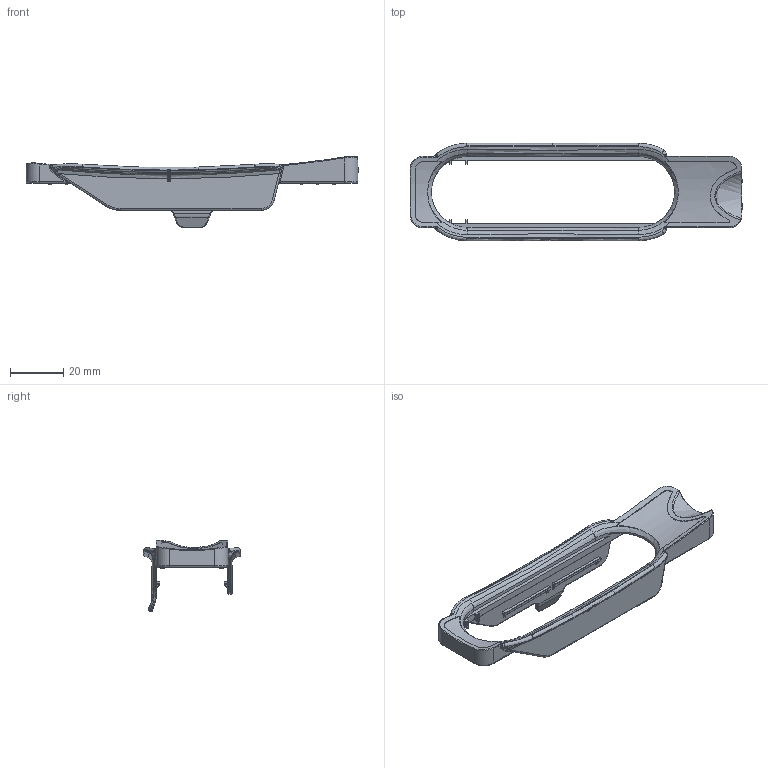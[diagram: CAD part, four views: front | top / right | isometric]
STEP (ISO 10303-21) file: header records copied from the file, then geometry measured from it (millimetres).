
FILE_DESCRIPTION (( 'STEP AP214' ), '1' );
FILE_NAME ('ZED-M_Support-VivePro-V03.STEP', '2019-05-24T08:43:49', ( '' ), ( '' ), 'SwSTEP 2.0', 'SolidWorks 2018', '' );
FILE_SCHEMA (( 'AUTOMOTIVE_DESIGN' ));
Length unit declared in the file: millimetre
Products named in the file (1): ZED-M_Support-VivePro-V03
Bounding box: 125.2 x 36.7 x 26.88 mm (x, y, z)
Volume: 9164.2 mm3; surface area: 10872.4 mm2
Topology: 1 solids, 1 shells, 1090 faces, 2705 edges, 1535 vertices
Faces by surface type: cylinder 390, bspline 315, plane 173, torus 164, sphere 48
Entity records: 40281 total; most frequent: CARTESIAN_POINT 17382, ORIENTED_EDGE 5238, DIRECTION 4334, EDGE_CURVE 2619, AXIS2_PLACEMENT_3D 1768, VERTEX_POINT 1535, EDGE_LOOP 1096, FACE_OUTER_BOUND 1090
